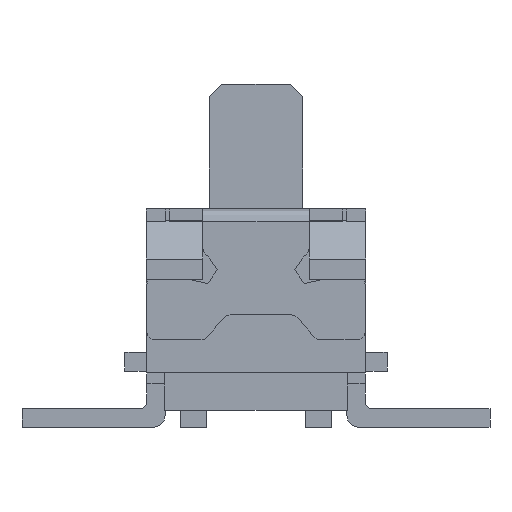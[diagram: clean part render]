
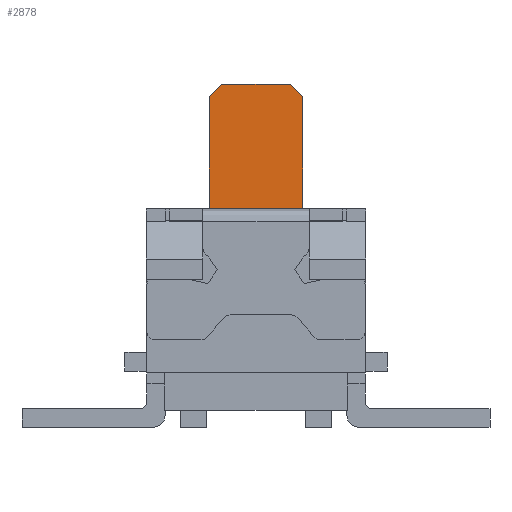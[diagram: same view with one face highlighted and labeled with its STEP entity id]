
A CAD part, left-side view. The second image highlights one B-rep face of the part: STEP entity #2878.
In plain terms, the highlighted planar face has unit normal (-1, 0, 0).
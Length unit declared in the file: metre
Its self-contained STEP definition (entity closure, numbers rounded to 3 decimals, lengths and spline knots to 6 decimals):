
#1624 = EDGE_CURVE( '', #3955, #4244, #4245, .T. );
#2326 = EDGE_CURVE( '', #4121, #4583, #5258, .T. );
#2334 = EDGE_CURVE( '', #4502, #4121, #5269, .T. );
#2878 = ADVANCED_FACE( '', ( #5949 ), #5950, .T. );
#3298 = EDGE_CURVE( '', #3955, #4147, #6434, .T. );
#3344 = EDGE_CURVE( '', #4502, #4244, #6486, .T. );
#3426 = EDGE_CURVE( '', #4583, #4147, #6584, .T. );
#3955 = VERTEX_POINT( '', #7292 );
#4121 = VERTEX_POINT( '', #7524 );
#4147 = VERTEX_POINT( '', #7561 );
#4244 = VERTEX_POINT( '', #7715 );
#4245 = LINE( '', #7716, #7717 );
#4502 = VERTEX_POINT( '', #8157 );
#4583 = VERTEX_POINT( '', #8283 );
#5258 = LINE( '', #9306, #9307 );
#5269 = LINE( '', #9325, #9326 );
#5949 = FACE_OUTER_BOUND( '', #10438, .T. );
#5950 = PLANE( '', #10439 );
#6434 = LINE( '', #11241, #11242 );
#6486 = LINE( '', #11326, #11327 );
#6584 = LINE( '', #11487, #11488 );
#7292 = CARTESIAN_POINT( '', ( -0.00175, 0.00055, 0.0055 ) );
#7524 = CARTESIAN_POINT( '', ( -0.00175, -0.00075, 0.003043 ) );
#7561 = CARTESIAN_POINT( '', ( -0.00175, -0.00055, 0.0055 ) );
#7715 = CARTESIAN_POINT( '', ( -0.00175, 0.00075, 0.0053 ) );
#7716 = CARTESIAN_POINT( '', ( -0.00175, 0.00055, 0.0055 ) );
#7717 = VECTOR( '', #12321, 1. );
#8157 = CARTESIAN_POINT( '', ( -0.00175, 0.00075, 0.003043 ) );
#8283 = CARTESIAN_POINT( '', ( -0.00175, -0.00075, 0.0053 ) );
#9306 = CARTESIAN_POINT( '', ( -0.00175, -0.00075, 0.003043 ) );
#9307 = VECTOR( '', #13525, 1. );
#9325 = CARTESIAN_POINT( '', ( -0.00175, 0.00075, 0.003043 ) );
#9326 = VECTOR( '', #13529, 1. );
#10438 = EDGE_LOOP( '', ( #14552, #14553, #14554, #14555, #14556, #14557 ) );
#10439 = AXIS2_PLACEMENT_3D( '', #14558, #14559, #14560 );
#11241 = CARTESIAN_POINT( '', ( -0.00175, 0.00055, 0.0055 ) );
#11242 = VECTOR( '', #15230, 1. );
#11326 = CARTESIAN_POINT( '', ( -0.00175, 0.00075, 0.003043 ) );
#11327 = VECTOR( '', #15300, 1. );
#11487 = CARTESIAN_POINT( '', ( -0.00175, -0.00075, 0.0053 ) );
#11488 = VECTOR( '', #15472, 1. );
#12321 = DIRECTION( '', ( 0., 0.707, -0.707 ) );
#13525 = DIRECTION( '', ( 0., 0., 1. ) );
#13529 = DIRECTION( '', ( 0., -1., 0. ) );
#14552 = ORIENTED_EDGE( '', *, *, #1624, .T. );
#14553 = ORIENTED_EDGE( '', *, *, #3344, .F. );
#14554 = ORIENTED_EDGE( '', *, *, #2334, .T. );
#14555 = ORIENTED_EDGE( '', *, *, #2326, .T. );
#14556 = ORIENTED_EDGE( '', *, *, #3426, .T. );
#14557 = ORIENTED_EDGE( '', *, *, #3298, .F. );
#14558 = CARTESIAN_POINT( '', ( -0.00175, 0.00075, 0.003043 ) );
#14559 = DIRECTION( '', ( -1., 0., 0. ) );
#14560 = DIRECTION( '', ( 0., 1., 0. ) );
#15230 = DIRECTION( '', ( 0., -1., 0. ) );
#15300 = DIRECTION( '', ( 0., 0., 1. ) );
#15472 = DIRECTION( '', ( 0., 0.707, 0.707 ) );
